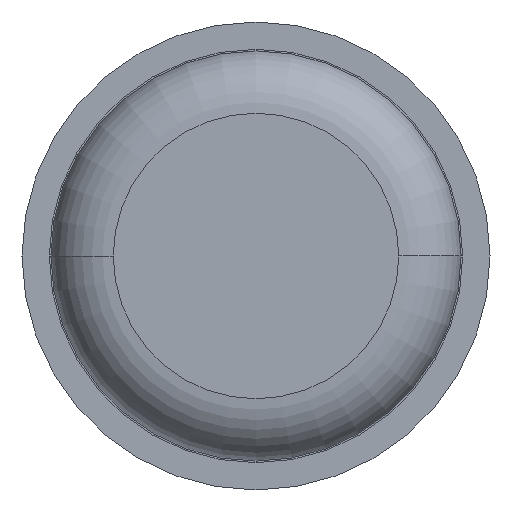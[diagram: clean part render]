
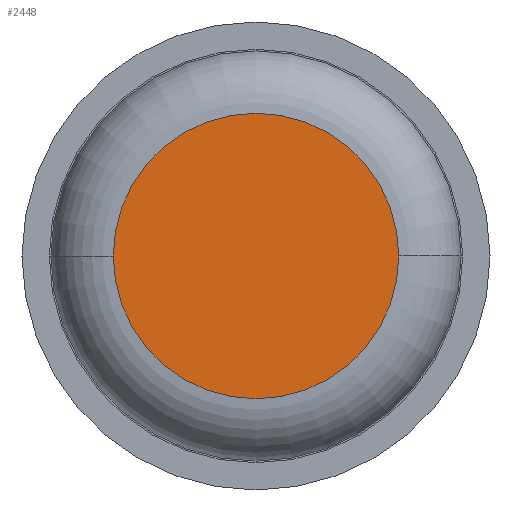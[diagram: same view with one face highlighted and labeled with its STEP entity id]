
A CAD part, front view. The second image highlights one B-rep face of the part: STEP entity #2448.
In plain terms, the highlighted planar face has unit normal (0, -1, 0).
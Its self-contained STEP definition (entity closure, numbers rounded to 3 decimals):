
#430 = ORIENTED_EDGE ( 'NONE', *, *, #1127, .T. ) ;
#449 = DIRECTION ( 'NONE',  ( -1., 0., 0. ) ) ;
#745 = DIRECTION ( 'NONE',  ( 0., -1., 0. ) ) ;
#1127 = EDGE_CURVE ( 'Defeature ausgef�hrt1_6+Defeature ausgef�hrt1_7+Defeature ausgef�hrt1_7+Defeature ausgef�hrt1_7', #3677, #1990, #2303, .T. ) ;
#1272 = AXIS2_PLACEMENT_3D ( 'NONE', #3664, #745, #449 ) ;
#1825 = CIRCLE ( 'NONE', #3062, 0.915 ) ;
#1935 = EDGE_LOOP ( 'NONE', ( #430, #2977 ) ) ;
#1943 = CARTESIAN_POINT ( 'NONE',  ( 0., 0., 0. ) ) ;
#1974 = DIRECTION ( 'NONE',  ( 0., -1., 0. ) ) ;
#1990 = VERTEX_POINT ( 'NONE', #3218 ) ;
#2303 = CIRCLE ( 'NONE', #1272, 0.915 ) ;
#2305 = FACE_OUTER_BOUND ( 'NONE', #1935, .T. ) ;
#2448 = ADVANCED_FACE ( 'Defeature ausgef�hrt1_6', ( #2305 ), #2493, .F. ) ;
#2493 = PLANE ( 'NONE',  #3735 ) ;
#2779 = CARTESIAN_POINT ( 'NONE',  ( -0.915, 0., 0. ) ) ;
#2819 = CARTESIAN_POINT ( 'NONE',  ( 0., 0., 0. ) ) ;
#2977 = ORIENTED_EDGE ( 'NONE', *, *, #4199, .T. ) ;
#3062 = AXIS2_PLACEMENT_3D ( 'NONE', #1943, #1974, #3621 ) ;
#3150 = DIRECTION ( 'NONE',  ( 0., 1., 0. ) ) ;
#3218 = CARTESIAN_POINT ( 'NONE',  ( 0.915, 0., 0. ) ) ;
#3621 = DIRECTION ( 'NONE',  ( -1., 0., 0. ) ) ;
#3664 = CARTESIAN_POINT ( 'NONE',  ( 0., 0., 0. ) ) ;
#3677 = VERTEX_POINT ( 'NONE', #2779 ) ;
#3735 = AXIS2_PLACEMENT_3D ( 'NONE', #2819, #3150, #3848 ) ;
#3848 = DIRECTION ( 'NONE',  ( -1., 0., 0. ) ) ;
#4199 = EDGE_CURVE ( 'Defeature ausgef�hrt1_6+Defeature ausgef�hrt1_7+Defeature ausgef�hrt1_7+Defeature ausgef�hrt1_7', #1990, #3677, #1825, .T. ) ;
